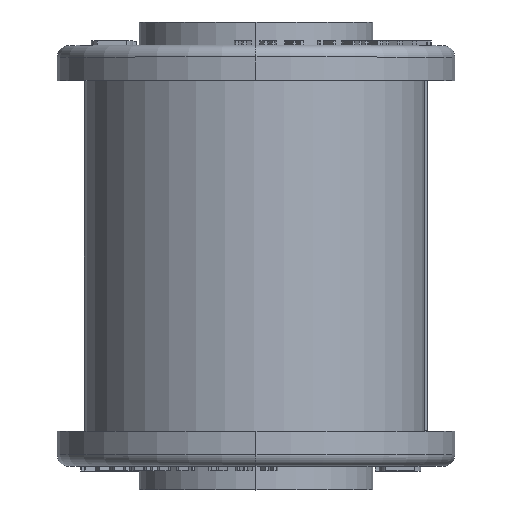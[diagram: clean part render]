
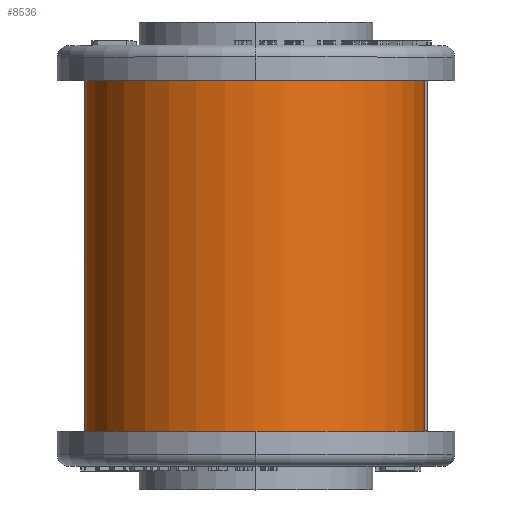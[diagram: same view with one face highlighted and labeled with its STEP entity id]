
A CAD part, top view. The second image highlights one B-rep face of the part: STEP entity #8536.
In plain terms, the highlighted cylindrical face has radius 7.275 mm (diameter 14.55 mm), a partial arc.
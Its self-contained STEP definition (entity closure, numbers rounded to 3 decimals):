
#1111 = LINE ( 'NONE', #11984, #18570 ) ;
#1777 = ORIENTED_EDGE ( 'NONE', *, *, #5923, .F. ) ;
#1915 = CARTESIAN_POINT ( 'NONE',  ( 7.21, 0., 0. ) ) ;
#2608 = CARTESIAN_POINT ( 'NONE',  ( 7.21, 15., 0. ) ) ;
#3861 = ORIENTED_EDGE ( 'NONE', *, *, #5998, .T. ) ;
#5760 = DIRECTION ( 'NONE',  ( 0., 0., -1. ) ) ;
#5791 = EDGE_LOOP ( 'NONE', ( #6970, #1777, #11371, #3861 ) ) ;
#5923 = EDGE_CURVE ( 'NONE', #16685, #16019, #6502, .T. ) ;
#5998 = EDGE_CURVE ( 'NONE', #20904, #12097, #1111, .T. ) ;
#6046 = CARTESIAN_POINT ( 'NONE',  ( -7.34, 0., 0. ) ) ;
#6502 = LINE ( 'NONE', #2608, #15058 ) ;
#6970 = ORIENTED_EDGE ( 'NONE', *, *, #15204, .F. ) ;
#8536 = ADVANCED_FACE ( 'NONE', ( #17089 ), #11598, .T. ) ;
#8993 = CIRCLE ( 'NONE', #10546, 7.275 ) ;
#9180 = DIRECTION ( 'NONE',  ( 0., -1., 0. ) ) ;
#9596 = DIRECTION ( 'NONE',  ( 0., -1., 0. ) ) ;
#9719 = CARTESIAN_POINT ( 'NONE',  ( -0.065, 0., 0. ) ) ;
#9831 = AXIS2_PLACEMENT_3D ( 'NONE', #11354, #20628, #5760 ) ;
#9924 = DIRECTION ( 'NONE',  ( 0., -1., 0. ) ) ;
#10546 = AXIS2_PLACEMENT_3D ( 'NONE', #14776, #9180, #13203 ) ;
#11354 = CARTESIAN_POINT ( 'NONE',  ( -0.065, 15., 0. ) ) ;
#11371 = ORIENTED_EDGE ( 'NONE', *, *, #16589, .T. ) ;
#11427 = DIRECTION ( 'NONE',  ( 1., 0., 0. ) ) ;
#11598 = CYLINDRICAL_SURFACE ( 'NONE', #9831, 7.275 ) ;
#11984 = CARTESIAN_POINT ( 'NONE',  ( -7.34, 15., 0. ) ) ;
#12097 = VERTEX_POINT ( 'NONE', #6046 ) ;
#13203 = DIRECTION ( 'NONE',  ( 1., 0., 0. ) ) ;
#13793 = CARTESIAN_POINT ( 'NONE',  ( 7.21, 15., 0. ) ) ;
#14776 = CARTESIAN_POINT ( 'NONE',  ( -0.065, 15., 0. ) ) ;
#15058 = VECTOR ( 'NONE', #9924, 1000. ) ;
#15204 = EDGE_CURVE ( 'NONE', #16019, #12097, #15886, .T. ) ;
#15886 = CIRCLE ( 'NONE', #20188, 7.275 ) ;
#16019 = VERTEX_POINT ( 'NONE', #1915 ) ;
#16589 = EDGE_CURVE ( 'NONE', #16685, #20904, #8993, .T. ) ;
#16685 = VERTEX_POINT ( 'NONE', #13793 ) ;
#17089 = FACE_OUTER_BOUND ( 'NONE', #5791, .T. ) ;
#18570 = VECTOR ( 'NONE', #21370, 1000. ) ;
#19028 = CARTESIAN_POINT ( 'NONE',  ( -7.34, 15., 0. ) ) ;
#20188 = AXIS2_PLACEMENT_3D ( 'NONE', #9719, #9596, #11427 ) ;
#20628 = DIRECTION ( 'NONE',  ( 0., -1., 0. ) ) ;
#20904 = VERTEX_POINT ( 'NONE', #19028 ) ;
#21370 = DIRECTION ( 'NONE',  ( 0., -1., 0. ) ) ;
